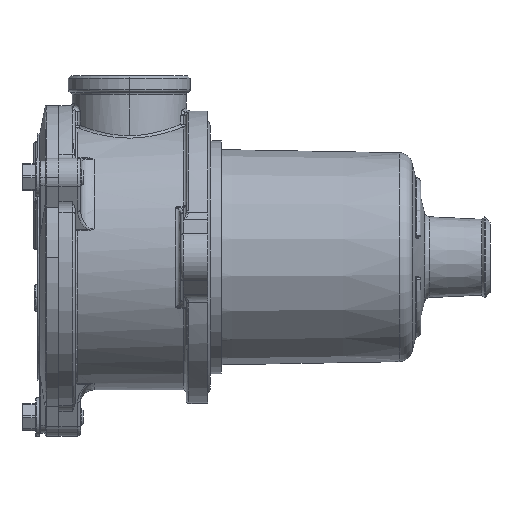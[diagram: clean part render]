
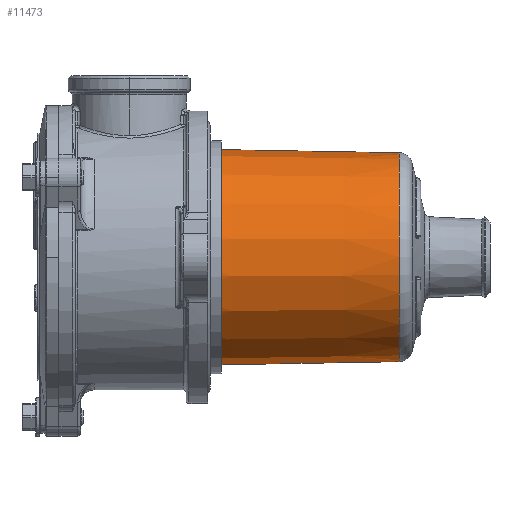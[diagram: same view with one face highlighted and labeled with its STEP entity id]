
A CAD part, left-side view. The second image highlights one B-rep face of the part: STEP entity #11473.
In plain terms, the highlighted conical face has half-angle 1 degrees and reference radius 38.56 mm.
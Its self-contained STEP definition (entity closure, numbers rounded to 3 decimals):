
#142=CONICAL_SURFACE('',#13069,38.56,0.017);
#916=LINE('',#26569,#1466);
#917=LINE('',#26571,#1467);
#1466=VECTOR('',#16575,1000.);
#1467=VECTOR('',#16576,1000.);
#2257=CIRCLE('',#13067,38.56);
#2259=CIRCLE('',#13070,40.);
#5681=ORIENTED_EDGE('',*,*,#7526,.F.);
#5682=ORIENTED_EDGE('',*,*,#7524,.F.);
#5683=ORIENTED_EDGE('',*,*,#7527,.T.);
#5684=ORIENTED_EDGE('',*,*,#7528,.T.);
#7524=EDGE_CURVE('',#8552,#8553,#2257,.T.);
#7526=EDGE_CURVE('',#8553,#8554,#916,.T.);
#7527=EDGE_CURVE('',#8552,#8555,#917,.T.);
#7528=EDGE_CURVE('',#8555,#8554,#2259,.T.);
#8552=VERTEX_POINT('',#26564);
#8553=VERTEX_POINT('',#26566);
#8554=VERTEX_POINT('',#26570);
#8555=VERTEX_POINT('',#26572);
#9641=EDGE_LOOP('',(#5681,#5682,#5683,#5684));
#10444=FACE_BOUND('',#9641,.T.);
#11473=ADVANCED_FACE('',(#10444),#142,.T.);
#13067=AXIS2_PLACEMENT_3D('',#26565,#16569,#16570);
#13069=AXIS2_PLACEMENT_3D('',#26568,#16573,#16574);
#13070=AXIS2_PLACEMENT_3D('',#26573,#16577,#16578);
#16569=DIRECTION('',(0.,-1.,0.));
#16570=DIRECTION('',(0.,0.,-1.));
#16573=DIRECTION('',(0.,1.,0.));
#16574=DIRECTION('',(0.,0.,1.));
#16575=DIRECTION('',(0.,1.,-0.017));
#16576=DIRECTION('',(0.,1.,0.017));
#16577=DIRECTION('',(0.,-1.,0.));
#16578=DIRECTION('',(0.,0.,-1.));
#26564=CARTESIAN_POINT('',(0.,33.524,38.56));
#26565=CARTESIAN_POINT('',(0.,33.524,0.));
#26566=CARTESIAN_POINT('',(0.,33.524,-38.56));
#26568=CARTESIAN_POINT('',(0.,33.524,0.));
#26569=CARTESIAN_POINT('',(0.,33.524,-38.56));
#26570=CARTESIAN_POINT('',(0.,116.,-40.));
#26571=CARTESIAN_POINT('',(0.,33.524,38.56));
#26572=CARTESIAN_POINT('',(0.,116.,40.));
#26573=CARTESIAN_POINT('',(0.,116.,0.));
